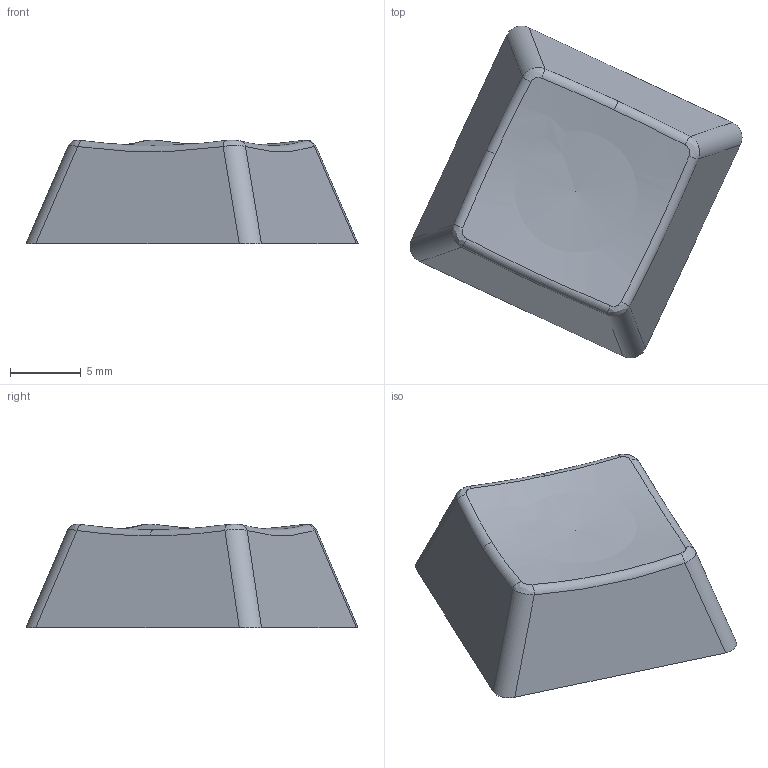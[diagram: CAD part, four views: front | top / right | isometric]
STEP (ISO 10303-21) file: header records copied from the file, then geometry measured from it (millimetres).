
FILE_DESCRIPTION(('HOOPS Exchange Step'),'2;1');
FILE_NAME('temp_export','2024-12-19T04:20:43+01:00',('juanj'),('Shapr3D Limited'),'HOOPS Exchange 2024.6','Shapr3D','Authorized');
FILE_SCHEMA( ('AP242_MANAGED_MODEL_BASED_3D_ENGINEERING_MIM_LF {1 0 10303 442 1 1 4 }') );
Length unit declared in the file: millimetre
Products named in the file (2): 1.00u (4); Keycaps
Assembly tree (1 placements, depth 2):
  Keycaps
    1.00u (4)
Bounding box: 23.55 x 23.55 x 7.35 mm (x, y, z)
Volume: 978 mm3; surface area: 1274.3 mm2
Topology: 1 solids, 1 shells, 52 faces, 124 edges, 76 vertices
Faces by surface type: plane 36, torus 6, cylinder 5, bspline 4, sphere 1
Full cylindrical faces by diameter (mm): 5.6 x1
Entity records: 2358 total; most frequent: CARTESIAN_POINT 1141, ORIENTED_EDGE 246, DIRECTION 229, EDGE_CURVE 123, VECTOR 85, LINE 85, VERTEX_POINT 76, AXIS2_PLACEMENT_3D 72
